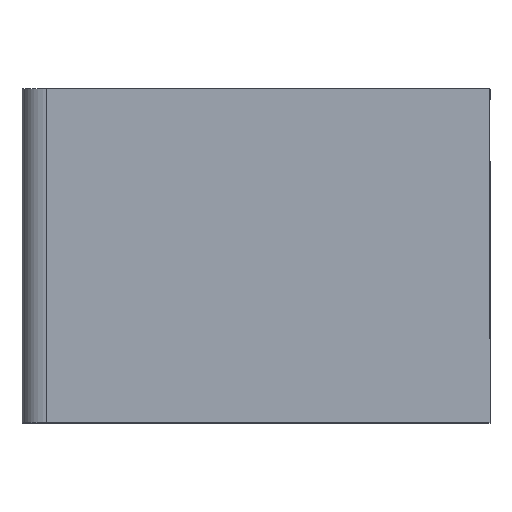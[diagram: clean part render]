
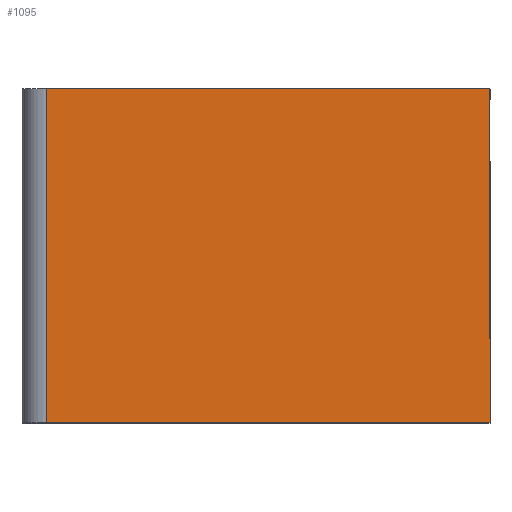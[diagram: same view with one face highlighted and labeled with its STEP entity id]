
A CAD part, top view. The second image highlights one B-rep face of the part: STEP entity #1095.
In plain terms, the highlighted planar face has unit normal (0, 0, 1).
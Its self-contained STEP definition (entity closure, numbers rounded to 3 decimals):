
#894=CARTESIAN_POINT('',(4.7,-3.355,3.));
#895=VERTEX_POINT('',#894);
#902=CARTESIAN_POINT('',(-4.2,-3.355,3.));
#903=VERTEX_POINT('',#902);
#904=CARTESIAN_POINT('',(4.7,-3.355,3.));
#905=DIRECTION('',(-1.0,0.0,0.0));
#906=VECTOR('',#905,8.9);
#907=LINE('',#904,#906);
#908=EDGE_CURVE('',#895,#903,#907,.T.);
#955=CARTESIAN_POINT('',(-4.2,3.355,3.));
#956=VERTEX_POINT('',#955);
#973=CARTESIAN_POINT('',(-4.2,-3.355,3.));
#974=DIRECTION('',(0.0,1.0,0.0));
#975=VECTOR('',#974,6.71);
#976=LINE('',#973,#975);
#977=EDGE_CURVE('',#903,#956,#976,.T.);
#1060=CARTESIAN_POINT('',(4.7,3.355,3.));
#1061=VERTEX_POINT('',#1060);
#1068=CARTESIAN_POINT('',(4.7,-3.355,3.));
#1069=DIRECTION('',(0.0,1.0,0.0));
#1070=VECTOR('',#1069,6.71);
#1071=LINE('',#1068,#1070);
#1072=EDGE_CURVE('',#895,#1061,#1071,.T.);
#1079=CARTESIAN_POINT('',(4.7,-3.355,3.));
#1080=DIRECTION('',(0.0,0.0,1.0));
#1081=DIRECTION('',(0.0,-1.0,0.0));
#1082=AXIS2_PLACEMENT_3D('',#1079,#1080,#1081);
#1083=PLANE('',#1082);
#1084=ORIENTED_EDGE('',*,*,#977,.F.);
#1085=ORIENTED_EDGE('',*,*,#908,.F.);
#1086=ORIENTED_EDGE('',*,*,#1072,.T.);
#1087=CARTESIAN_POINT('',(4.7,3.355,3.));
#1088=DIRECTION('',(-1.0,0.0,0.0));
#1089=VECTOR('',#1088,8.9);
#1090=LINE('',#1087,#1089);
#1091=EDGE_CURVE('',#1061,#956,#1090,.T.);
#1092=ORIENTED_EDGE('',*,*,#1091,.T.);
#1093=EDGE_LOOP('',(#1084,#1085,#1086,#1092));
#1094=FACE_OUTER_BOUND('',#1093,.T.);
#1095=ADVANCED_FACE('',(#1094),#1083,.T.);
